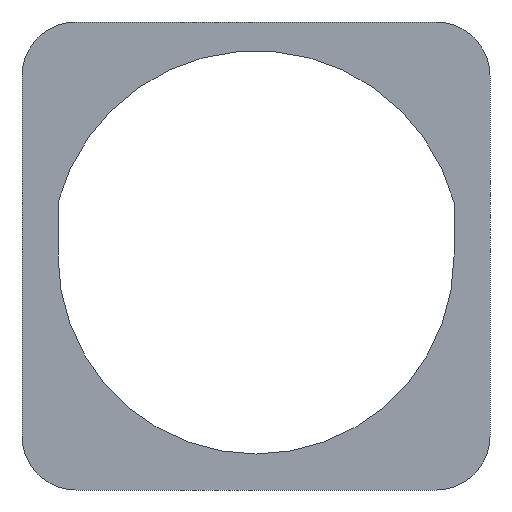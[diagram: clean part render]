
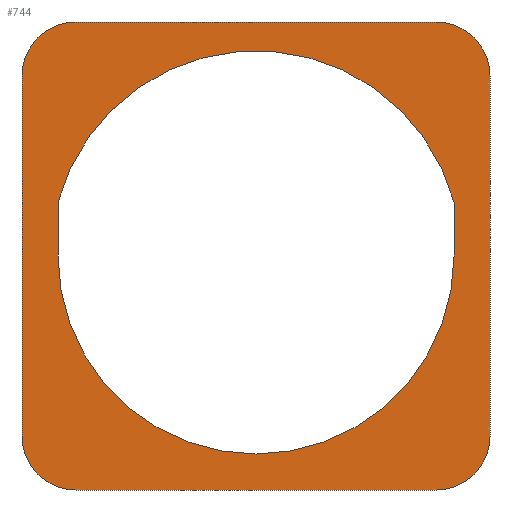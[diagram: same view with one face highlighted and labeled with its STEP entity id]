
A CAD part, front view. The second image highlights one B-rep face of the part: STEP entity #744.
In plain terms, the highlighted planar face has unit normal (0, -1, 0).
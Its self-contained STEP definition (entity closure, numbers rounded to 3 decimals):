
#2 = ORIENTED_EDGE ( 'NONE', *, *, #251, .T. ) ;
#14 = CARTESIAN_POINT ( 'NONE',  ( 75., 0., -75. ) ) ;
#15 = ORIENTED_EDGE ( 'NONE', *, *, #769, .T. ) ;
#19 = CIRCLE ( 'NONE', #466, 7.5 ) ;
#22 = CARTESIAN_POINT ( 'NONE',  ( 47.5, 0., -75. ) ) ;
#23 = DIRECTION ( 'NONE',  ( 0., 1., 0. ) ) ;
#26 = EDGE_CURVE ( 'NONE', #554, #686, #524, .T. ) ;
#27 = ORIENTED_EDGE ( 'NONE', *, *, #335, .F. ) ;
#72 = DIRECTION ( 'NONE',  ( 0., 1., 0. ) ) ;
#73 = DIRECTION ( 'NONE',  ( 0., 0., 1. ) ) ;
#84 = EDGE_CURVE ( 'NONE', #511, #514, #638, .T. ) ;
#87 = VERTEX_POINT ( 'NONE', #704 ) ;
#95 = CARTESIAN_POINT ( 'NONE',  ( 107.5, 0., -100. ) ) ;
#98 = DIRECTION ( 'NONE',  ( 0., 0., -1. ) ) ;
#111 = DIRECTION ( 'NONE',  ( 0., -1., 0. ) ) ;
#122 = CARTESIAN_POINT ( 'NONE',  ( 75., 0., -75. ) ) ;
#127 = LINE ( 'NONE', #291, #212 ) ;
#129 = ORIENTED_EDGE ( 'NONE', *, *, #401, .T. ) ;
#147 = CIRCLE ( 'NONE', #461, 27.5 ) ;
#154 = AXIS2_PLACEMENT_3D ( 'NONE', #467, #222, #653 ) ;
#159 = CARTESIAN_POINT ( 'NONE',  ( 102.5, 0., 0. ) ) ;
#164 = ORIENTED_EDGE ( 'NONE', *, *, #431, .F. ) ;
#167 = CARTESIAN_POINT ( 'NONE',  ( 100., 0., -42.5 ) ) ;
#168 = VECTOR ( 'NONE', #665, 1000. ) ;
#179 = EDGE_CURVE ( 'NONE', #432, #511, #391, .T. ) ;
#205 = AXIS2_PLACEMENT_3D ( 'NONE', #468, #718, #715 ) ;
#210 = ORIENTED_EDGE ( 'NONE', *, *, #464, .T. ) ;
#211 = CARTESIAN_POINT ( 'NONE',  ( 107.5, 0., 0. ) ) ;
#212 = VECTOR ( 'NONE', #495, 1000. ) ;
#213 = CARTESIAN_POINT ( 'NONE',  ( 75., 0., -102.5 ) ) ;
#222 = DIRECTION ( 'NONE',  ( 0., -1., 0. ) ) ;
#223 = DIRECTION ( 'NONE',  ( 0., 0., 1. ) ) ;
#245 = CIRCLE ( 'NONE', #205, 27.5 ) ;
#251 = EDGE_CURVE ( 'NONE', #687, #417, #19, .T. ) ;
#262 = DIRECTION ( 'NONE',  ( 1., 0., 0. ) ) ;
#291 = CARTESIAN_POINT ( 'NONE',  ( 0., 0., -107.5 ) ) ;
#304 = DIRECTION ( 'NONE',  ( 0., 0., 1. ) ) ;
#317 = DIRECTION ( 'NONE',  ( 0., 0., 1. ) ) ;
#325 = ORIENTED_EDGE ( 'NONE', *, *, #571, .T. ) ;
#335 = EDGE_CURVE ( 'NONE', #87, #686, #772, .T. ) ;
#354 = CIRCLE ( 'NONE', #670, 7.5 ) ;
#360 = CARTESIAN_POINT ( 'NONE',  ( 50., 0., -107.5 ) ) ;
#366 = CARTESIAN_POINT ( 'NONE',  ( 100., 0., -50. ) ) ;
#377 = PLANE ( 'NONE',  #795 ) ;
#385 = CARTESIAN_POINT ( 'NONE',  ( 0., 0., -42.5 ) ) ;
#389 = VECTOR ( 'NONE', #223, 1000. ) ;
#391 = LINE ( 'NONE', #779, #532 ) ;
#401 = EDGE_CURVE ( 'NONE', #87, #761, #245, .T. ) ;
#416 = VERTEX_POINT ( 'NONE', #167 ) ;
#417 = VERTEX_POINT ( 'NONE', #95 ) ;
#422 = ORIENTED_EDGE ( 'NONE', *, *, #26, .T. ) ;
#424 = CARTESIAN_POINT ( 'NONE',  ( 107.5, 0., -50. ) ) ;
#431 = EDGE_CURVE ( 'NONE', #558, #417, #767, .T. ) ;
#432 = VERTEX_POINT ( 'NONE', #706 ) ;
#433 = DIRECTION ( 'NONE',  ( 0., 0., 1. ) ) ;
#441 = FACE_BOUND ( 'NONE', #618, .T. ) ;
#442 = CIRCLE ( 'NONE', #508, 7.5 ) ;
#455 = ORIENTED_EDGE ( 'NONE', *, *, #84, .T. ) ;
#457 = LINE ( 'NONE', #385, #573 ) ;
#461 = AXIS2_PLACEMENT_3D ( 'NONE', #122, #620, #304 ) ;
#464 = EDGE_CURVE ( 'NONE', #698, #554, #534, .T. ) ;
#465 = CARTESIAN_POINT ( 'NONE',  ( 50., 0., -50. ) ) ;
#466 = AXIS2_PLACEMENT_3D ( 'NONE', #494, #111, #433 ) ;
#467 = CARTESIAN_POINT ( 'NONE',  ( 50., 0., -100. ) ) ;
#468 = CARTESIAN_POINT ( 'NONE',  ( 75., 0., -75. ) ) ;
#470 = DIRECTION ( 'NONE',  ( 0., -1., 0. ) ) ;
#475 = DIRECTION ( 'NONE',  ( 0., 0., -1. ) ) ;
#481 = CARTESIAN_POINT ( 'NONE',  ( 47.5, 0., -67.517 ) ) ;
#494 = CARTESIAN_POINT ( 'NONE',  ( 100., 0., -100. ) ) ;
#495 = DIRECTION ( 'NONE',  ( 1., 0., 0. ) ) ;
#503 = CARTESIAN_POINT ( 'NONE',  ( 100., 0., -107.5 ) ) ;
#508 = AXIS2_PLACEMENT_3D ( 'NONE', #465, #470, #712 ) ;
#509 = ORIENTED_EDGE ( 'NONE', *, *, #179, .T. ) ;
#511 = VERTEX_POINT ( 'NONE', #678 ) ;
#513 = EDGE_CURVE ( 'NONE', #514, #687, #127, .T. ) ;
#514 = VERTEX_POINT ( 'NONE', #360 ) ;
#516 = EDGE_CURVE ( 'NONE', #558, #416, #354, .T. ) ;
#524 = CIRCLE ( 'NONE', #629, 28.5 ) ;
#526 = CARTESIAN_POINT ( 'NONE',  ( 47.5, 0., 0. ) ) ;
#532 = VECTOR ( 'NONE', #475, 1000. ) ;
#534 = LINE ( 'NONE', #526, #389 ) ;
#554 = VERTEX_POINT ( 'NONE', #481 ) ;
#558 = VERTEX_POINT ( 'NONE', #424 ) ;
#571 = EDGE_CURVE ( 'NONE', #761, #698, #147, .T. ) ;
#572 = CARTESIAN_POINT ( 'NONE',  ( 102.5, 0., -67.517 ) ) ;
#573 = VECTOR ( 'NONE', #262, 1000. ) ;
#615 = DIRECTION ( 'NONE',  ( 0., -1., 0. ) ) ;
#618 = EDGE_LOOP ( 'NONE', ( #422, #27, #129, #325, #210 ) ) ;
#620 = DIRECTION ( 'NONE',  ( 0., 1., 0. ) ) ;
#627 = ORIENTED_EDGE ( 'NONE', *, *, #513, .T. ) ;
#629 = AXIS2_PLACEMENT_3D ( 'NONE', #14, #23, #73 ) ;
#630 = CARTESIAN_POINT ( 'NONE',  ( 0., 0., 0. ) ) ;
#638 = CIRCLE ( 'NONE', #154, 7.5 ) ;
#653 = DIRECTION ( 'NONE',  ( 0., 0., 1. ) ) ;
#655 = EDGE_CURVE ( 'NONE', #756, #416, #457, .T. ) ;
#665 = DIRECTION ( 'NONE',  ( 0., 0., 1. ) ) ;
#670 = AXIS2_PLACEMENT_3D ( 'NONE', #366, #615, #794 ) ;
#678 = CARTESIAN_POINT ( 'NONE',  ( 42.5, 0., -100. ) ) ;
#683 = ORIENTED_EDGE ( 'NONE', *, *, #655, .F. ) ;
#686 = VERTEX_POINT ( 'NONE', #572 ) ;
#687 = VERTEX_POINT ( 'NONE', #503 ) ;
#689 = FACE_OUTER_BOUND ( 'NONE', #749, .T. ) ;
#698 = VERTEX_POINT ( 'NONE', #22 ) ;
#699 = VECTOR ( 'NONE', #98, 1000. ) ;
#704 = CARTESIAN_POINT ( 'NONE',  ( 102.5, 0., -75. ) ) ;
#706 = CARTESIAN_POINT ( 'NONE',  ( 42.5, 0., -50. ) ) ;
#712 = DIRECTION ( 'NONE',  ( 0., 0., 1. ) ) ;
#715 = DIRECTION ( 'NONE',  ( 0., 0., 1. ) ) ;
#718 = DIRECTION ( 'NONE',  ( 0., 1., 0. ) ) ;
#726 = ORIENTED_EDGE ( 'NONE', *, *, #516, .T. ) ;
#744 = ADVANCED_FACE ( 'NONE', ( #441, #689 ), #377, .F. ) ;
#749 = EDGE_LOOP ( 'NONE', ( #683, #15, #509, #455, #627, #2, #164, #726 ) ) ;
#756 = VERTEX_POINT ( 'NONE', #782 ) ;
#761 = VERTEX_POINT ( 'NONE', #213 ) ;
#767 = LINE ( 'NONE', #211, #699 ) ;
#769 = EDGE_CURVE ( 'NONE', #756, #432, #442, .T. ) ;
#772 = LINE ( 'NONE', #159, #168 ) ;
#779 = CARTESIAN_POINT ( 'NONE',  ( 42.5, 0., 0. ) ) ;
#782 = CARTESIAN_POINT ( 'NONE',  ( 50., 0., -42.5 ) ) ;
#794 = DIRECTION ( 'NONE',  ( 0., 0., 1. ) ) ;
#795 = AXIS2_PLACEMENT_3D ( 'NONE', #630, #72, #317 ) ;
